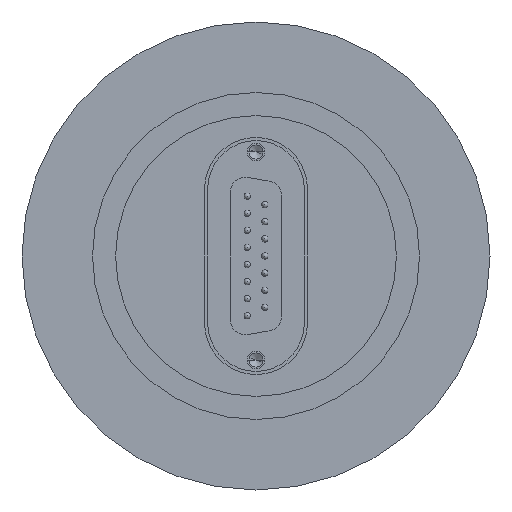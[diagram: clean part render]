
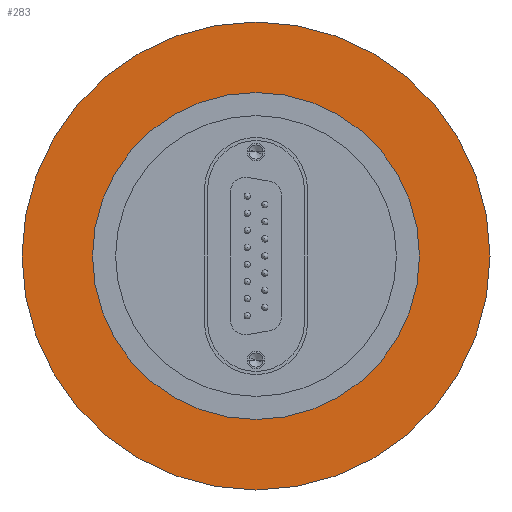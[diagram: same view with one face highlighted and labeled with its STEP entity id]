
A CAD part, left-side view. The second image highlights one B-rep face of the part: STEP entity #283.
In plain terms, the highlighted planar face has unit normal (-1, 0, 0).
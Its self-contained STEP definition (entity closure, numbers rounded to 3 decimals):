
#3 = DIRECTION ( 'NONE',  ( -1., 0., 0. ) ) ;
#22 = DIRECTION ( 'NONE',  ( 0., 0., 1. ) ) ;
#43 = CARTESIAN_POINT ( 'NONE',  ( 0., 0., 0. ) ) ;
#214 = FACE_BOUND ( 'NONE', #710, .T. ) ;
#242 = FACE_OUTER_BOUND ( 'NONE', #513, .T. ) ;
#283 = ADVANCED_FACE ( 'NONE', ( #214, #242 ), #1806, .F. ) ;
#499 = AXIS2_PLACEMENT_3D ( 'NONE', #3546, #3538, #3536 ) ;
#513 = EDGE_LOOP ( 'NONE', ( #553, #554 ) ) ;
#532 = ORIENTED_EDGE ( 'NONE', *, *, #1256, .F. ) ;
#543 = ORIENTED_EDGE ( 'NONE', *, *, #1173, .F. ) ;
#553 = ORIENTED_EDGE ( 'NONE', *, *, #1203, .T. ) ;
#554 = ORIENTED_EDGE ( 'NONE', *, *, #1230, .T. ) ;
#559 = AXIS2_PLACEMENT_3D ( 'NONE', #3590, #3583, #3573 ) ;
#562 = AXIS2_PLACEMENT_3D ( 'NONE', #3716, #3715, #3712 ) ;
#565 = AXIS2_PLACEMENT_3D ( 'NONE', #43, #3, #22 ) ;
#710 = EDGE_LOOP ( 'NONE', ( #532, #543 ) ) ;
#1006 = AXIS2_PLACEMENT_3D ( 'NONE', #1869, #1804, #1799 ) ;
#1173 = EDGE_CURVE ( 'NONE', #3189, #3264, #3633, .T. ) ;
#1203 = EDGE_CURVE ( 'NONE', #3306, #3426, #3551, .T. ) ;
#1230 = EDGE_CURVE ( 'NONE', #3426, #3306, #3545, .T. ) ;
#1256 = EDGE_CURVE ( 'NONE', #3264, #3189, #3533, .T. ) ;
#1799 = DIRECTION ( 'NONE',  ( 0., 0., -1. ) ) ;
#1804 = DIRECTION ( 'NONE',  ( 1., 0., 0. ) ) ;
#1806 = PLANE ( 'NONE',  #1006 ) ;
#1869 = CARTESIAN_POINT ( 'NONE',  ( 0., 0., -37.5 ) ) ;
#2110 = CARTESIAN_POINT ( 'NONE',  ( 0., 0., 26.2 ) ) ;
#2363 = CARTESIAN_POINT ( 'NONE',  ( 0., 0., -26.2 ) ) ;
#2669 = CARTESIAN_POINT ( 'NONE',  ( 0., 0., 37.5 ) ) ;
#3189 = VERTEX_POINT ( 'NONE', #2363 ) ;
#3264 = VERTEX_POINT ( 'NONE', #2110 ) ;
#3306 = VERTEX_POINT ( 'NONE', #2669 ) ;
#3347 = CARTESIAN_POINT ( 'NONE',  ( 0., 0., -37.5 ) ) ;
#3426 = VERTEX_POINT ( 'NONE', #3347 ) ;
#3533 = CIRCLE ( 'NONE', #499, 26.2 ) ;
#3536 = DIRECTION ( 'NONE',  ( 0., 0., 1. ) ) ;
#3538 = DIRECTION ( 'NONE',  ( -1., 0., 0. ) ) ;
#3545 = CIRCLE ( 'NONE', #559, 37.5 ) ;
#3546 = CARTESIAN_POINT ( 'NONE',  ( 0., 0., 0. ) ) ;
#3551 = CIRCLE ( 'NONE', #562, 37.5 ) ;
#3573 = DIRECTION ( 'NONE',  ( 0., 0., 1. ) ) ;
#3583 = DIRECTION ( 'NONE',  ( -1., 0., 0. ) ) ;
#3590 = CARTESIAN_POINT ( 'NONE',  ( 0., 0., 0. ) ) ;
#3633 = CIRCLE ( 'NONE', #565, 26.2 ) ;
#3712 = DIRECTION ( 'NONE',  ( 0., 0., 1. ) ) ;
#3715 = DIRECTION ( 'NONE',  ( -1., 0., 0. ) ) ;
#3716 = CARTESIAN_POINT ( 'NONE',  ( 0., 0., 0. ) ) ;
